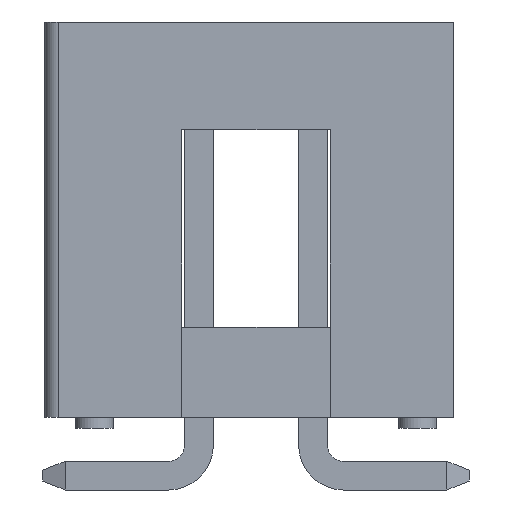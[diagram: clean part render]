
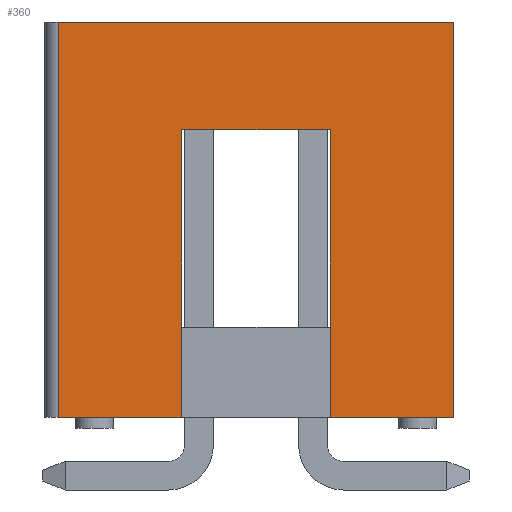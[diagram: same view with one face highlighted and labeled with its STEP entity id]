
A CAD part, left-side view. The second image highlights one B-rep face of the part: STEP entity #360.
In plain terms, the highlighted planar face has unit normal (-1, 0, 0).
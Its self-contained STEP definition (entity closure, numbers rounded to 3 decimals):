
#360 = ADVANCED_FACE( '', ( #744 ), #745, .T. );
#744 = FACE_OUTER_BOUND( '', #1213, .T. );
#745 = PLANE( '', #1214 );
#1213 = EDGE_LOOP( '', ( #1840, #1841, #1842, #1843, #1844, #1845, #1846, #1847 ) );
#1214 = AXIS2_PLACEMENT_3D( '', #1848, #1849, #1850 );
#1840 = ORIENTED_EDGE( '', *, *, #2968, .T. );
#1841 = ORIENTED_EDGE( '', *, *, #2969, .T. );
#1842 = ORIENTED_EDGE( '', *, *, #2970, .F. );
#1843 = ORIENTED_EDGE( '', *, *, #2971, .T. );
#1844 = ORIENTED_EDGE( '', *, *, #2972, .T. );
#1845 = ORIENTED_EDGE( '', *, *, #2973, .F. );
#1846 = ORIENTED_EDGE( '', *, *, #2974, .F. );
#1847 = ORIENTED_EDGE( '', *, *, #2975, .F. );
#1848 = CARTESIAN_POINT( '', ( -10.16, -4.4, -4.4 ) );
#1849 = DIRECTION( '', ( -1., 0., 0. ) );
#1850 = DIRECTION( '', ( 0., 0., 1. ) );
#2968 = EDGE_CURVE( '', #3560, #3561, #3562, .T. );
#2969 = EDGE_CURVE( '', #3561, #3563, #3564, .T. );
#2970 = EDGE_CURVE( '', #3565, #3563, #3566, .T. );
#2971 = EDGE_CURVE( '', #3565, #3567, #3568, .T. );
#2972 = EDGE_CURVE( '', #3567, #3569, #3570, .T. );
#2973 = EDGE_CURVE( '', #3571, #3569, #3572, .T. );
#2974 = EDGE_CURVE( '', #3573, #3571, #3574, .T. );
#2975 = EDGE_CURVE( '', #3560, #3573, #3575, .T. );
#3560 = VERTEX_POINT( '', #4367 );
#3561 = VERTEX_POINT( '', #4368 );
#3562 = LINE( '', #4369, #4370 );
#3563 = VERTEX_POINT( '', #4371 );
#3564 = LINE( '', #4372, #4373 );
#3565 = VERTEX_POINT( '', #4374 );
#3566 = LINE( '', #4375, #4376 );
#3567 = VERTEX_POINT( '', #4377 );
#3568 = LINE( '', #4378, #4379 );
#3569 = VERTEX_POINT( '', #4380 );
#3570 = LINE( '', #4381, #4382 );
#3571 = VERTEX_POINT( '', #4383 );
#3572 = LINE( '', #4384, #4385 );
#3573 = VERTEX_POINT( '', #4386 );
#3574 = LINE( '', #4387, #4388 );
#3575 = LINE( '', #4389, #4390 );
#4367 = CARTESIAN_POINT( '', ( -10.16, 1.65, 2. ) );
#4368 = CARTESIAN_POINT( '', ( -10.16, -1.65, 2. ) );
#4369 = CARTESIAN_POINT( '', ( -10.16, 1.65, 2. ) );
#4370 = VECTOR( '', #5160, 1000. );
#4371 = CARTESIAN_POINT( '', ( -10.16, -1.65, -4.4 ) );
#4372 = CARTESIAN_POINT( '', ( -10.16, -1.65, 2. ) );
#4373 = VECTOR( '', #5161, 1000. );
#4374 = CARTESIAN_POINT( '', ( -10.16, -4.4, -4.4 ) );
#4375 = CARTESIAN_POINT( '', ( -10.16, -4.4, -4.4 ) );
#4376 = VECTOR( '', #5162, 1000. );
#4377 = CARTESIAN_POINT( '', ( -10.16, -4.4, 4.4 ) );
#4378 = CARTESIAN_POINT( '', ( -10.16, -4.4, -4.4 ) );
#4379 = VECTOR( '', #5163, 1000. );
#4380 = CARTESIAN_POINT( '', ( -10.16, 4.4, 4.4 ) );
#4381 = CARTESIAN_POINT( '', ( -10.16, -4.4, 4.4 ) );
#4382 = VECTOR( '', #5164, 1000. );
#4383 = CARTESIAN_POINT( '', ( -10.16, 4.4, -4.4 ) );
#4384 = CARTESIAN_POINT( '', ( -10.16, 4.4, -4.4 ) );
#4385 = VECTOR( '', #5165, 1000. );
#4386 = CARTESIAN_POINT( '', ( -10.16, 1.65, -4.4 ) );
#4387 = CARTESIAN_POINT( '', ( -10.16, -4.4, -4.4 ) );
#4388 = VECTOR( '', #5166, 1000. );
#4389 = CARTESIAN_POINT( '', ( -10.16, 1.65, 2. ) );
#4390 = VECTOR( '', #5167, 1000. );
#5160 = DIRECTION( '', ( 0., -1., 0. ) );
#5161 = DIRECTION( '', ( 0., 0., -1. ) );
#5162 = DIRECTION( '', ( 0., 1., 0. ) );
#5163 = DIRECTION( '', ( 0., 0., 1. ) );
#5164 = DIRECTION( '', ( 0., 1., 0. ) );
#5165 = DIRECTION( '', ( 0., 0., 1. ) );
#5166 = DIRECTION( '', ( 0., 1., 0. ) );
#5167 = DIRECTION( '', ( 0., 0., -1. ) );
